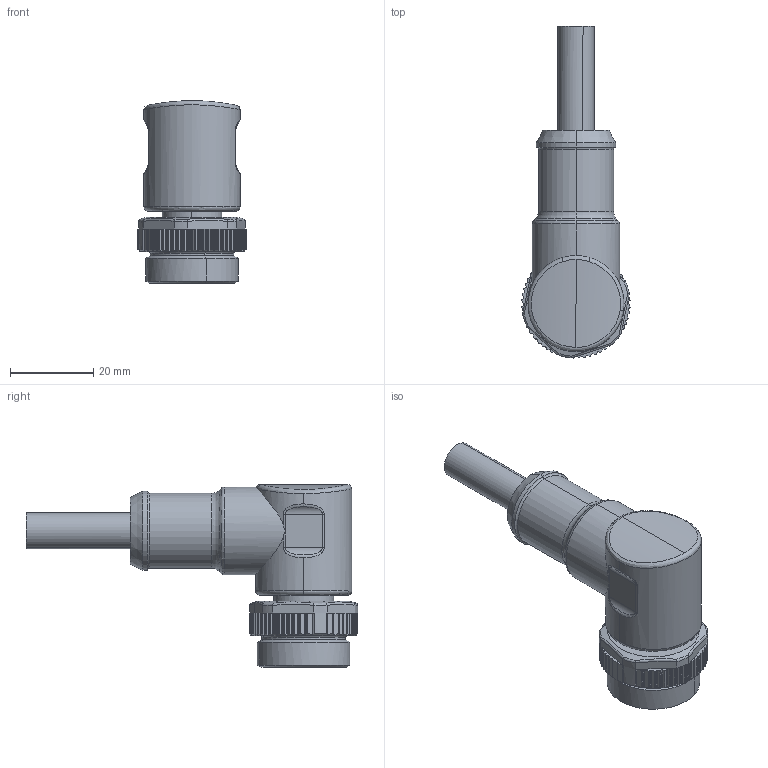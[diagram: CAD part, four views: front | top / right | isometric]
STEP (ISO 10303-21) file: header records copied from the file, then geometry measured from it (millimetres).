
FILE_DESCRIPTION(('CATIA V5 STEP Exchange','CAx-IF Rec.Pracs.--- Model Styling and Organization---1.5--- 2016-08-15','CAx-IF Rec.Pracs.---Supplemental Geometry---1.0---2011-11-01','CAx-IF Rec.Pracs.--- Composite Materials ---1.1---2010-07-15'),'2;1');
FILE_NAME ('305805-2_0', '2025-07-08T11:14:35+00:00', ('none'), ('Weidmueller'), 'CATIA Version 5-6 Release 2022 SP4 HF5', 'CATIA V5 STEP AP214 v3', 'none');
FILE_SCHEMA(('AUTOMOTIVE_DESIGN { 1 0 10303 214 1 1 1 1 }'));
Length unit declared in the file: millimetre
Products named in the file (1): 1292180000
Bounding box: 25.94 x 79.49 x 43.76 mm (x, y, z)
Volume: 26594.6 mm3; surface area: 8512 mm2
Topology: 1 solids, 1 shells, 581 faces, 1489 edges, 928 vertices
Faces by surface type: cylinder 309, plane 181, cone 40, bspline 33, torus 18
Entity records: 18195 total; most frequent: CARTESIAN_POINT 6343, ORIENTED_EDGE 2978, DIRECTION 1566, EDGE_CURVE 1489, VERTEX_POINT 928, VECTOR 652, LINE 652, EDGE_LOOP 599
